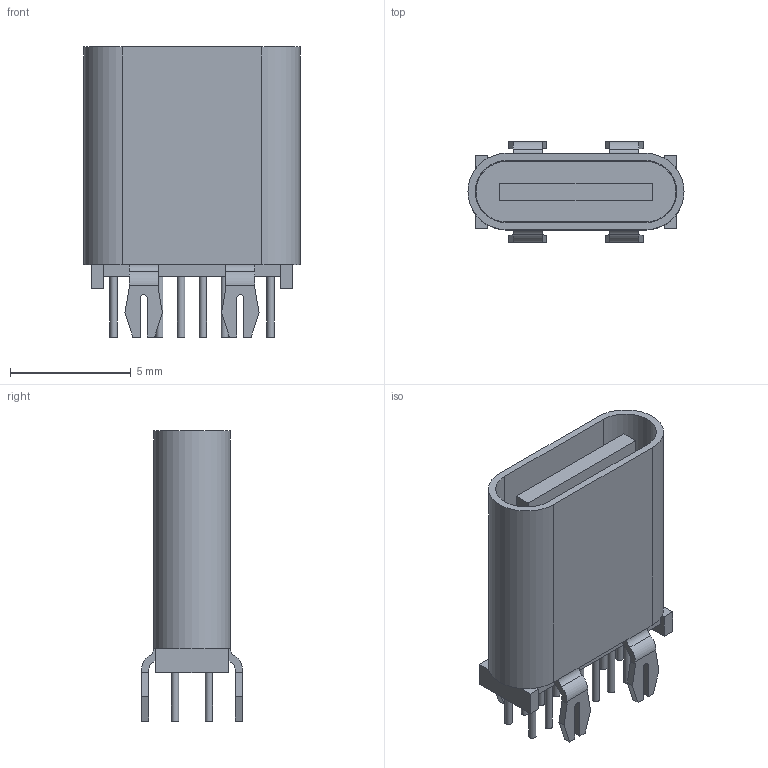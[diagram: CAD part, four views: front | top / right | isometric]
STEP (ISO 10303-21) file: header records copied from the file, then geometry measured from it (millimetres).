
FILE_DESCRIPTION(/* description */ (''),/* implementation_level */ '2;1');
FILE_NAME(/* name */ 'USB_C_Receptacle_UT03FD014SX01ZA_Vertical.step',/* time_stamp */ '2021-04-05T19:42:11+02:00',/* author */ (''),/* organization */ (''),/* preprocessor_version */ 'ST-DEVELOPER v18.1',/* originating_system */ 'Autodesk Translation Framework v9.10.0.1330',/* authorisation */ '');
FILE_SCHEMA (('AUTOMOTIVE_DESIGN { 1 0 10303 214 3 1 1 }'));
Length unit declared in the file: millimetre
Products named in the file (1): USB_C_Receptacle_UT03FD014SX01ZA_Vertical
Bounding box: 8.94 x 4.16 x 12 mm (x, y, z)
Volume: 172.4 mm3; surface area: 665.5 mm2
Topology: 16 solids, 16 shells, 146 faces, 326 edges, 212 vertices
Faces by surface type: plane 106, cylinder 40
Full cylindrical faces by diameter (mm): 0.3 x14
Entity records: 4051 total; most frequent: DIRECTION 700, CARTESIAN_POINT 685, ORIENTED_EDGE 652, EDGE_CURVE 326, LINE 246, VECTOR 246, AXIS2_PLACEMENT_3D 227, VERTEX_POINT 212
